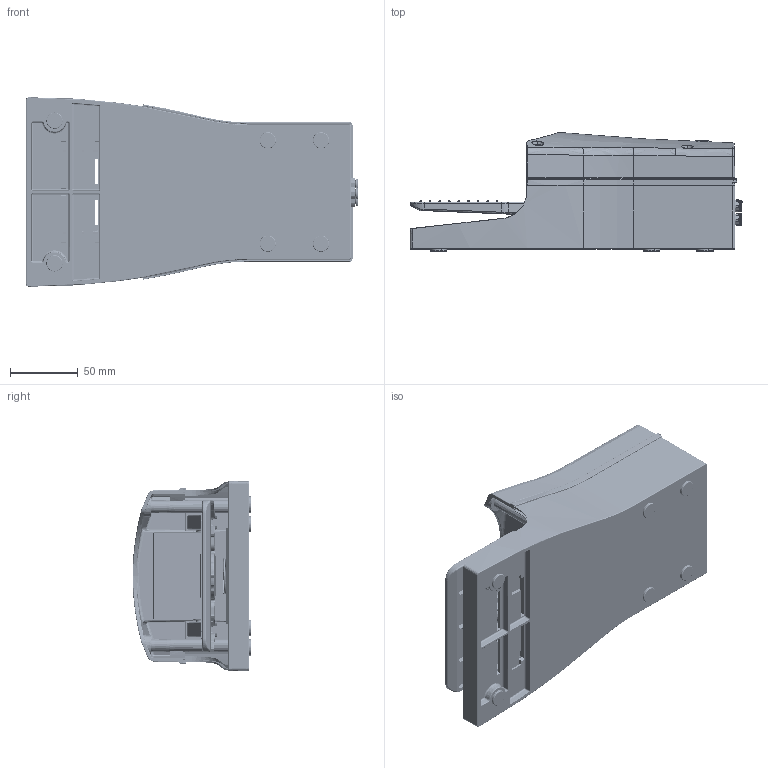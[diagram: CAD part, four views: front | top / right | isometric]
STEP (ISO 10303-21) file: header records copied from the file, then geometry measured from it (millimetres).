
FILE_DESCRIPTION(( 'PEDS 504 M.STEP' ), '1');
FILE_NAME( 'PEDS 504 M.STEP', '2019-03-04T12:06:19',( 'Sopra'),('sopra-pneumatic.com'), 'SwSTEP 2.0','SolidWorks 2009','' );
FILE_SCHEMA (( 'AUTOMOTIVE_DESIGN' ));
Length unit declared in the file: millimetre
Products named in the file (1): 8_319_4n
Bounding box: 244.2 x 87.47 x 139.42 mm (x, y, z)
Volume: 515954.7 mm3; surface area: 249098.4 mm2
Topology: 22 solids, 22 shells, 4266 faces, 10450 edges, 6131 vertices
Faces by surface type: cylinder 1477, plane 944, bspline 880, cone 595, torus 229, sphere 141
Entity records: 190609 total; most frequent: CARTESIAN_POINT 97080, ORIENTED_EDGE 20548, DIRECTION 17734, EDGE_CURVE 10274, AXIS2_PLACEMENT_3D 7022, VERTEX_POINT 6131, EDGE_LOOP 4381, ADVANCED_FACE 4266
